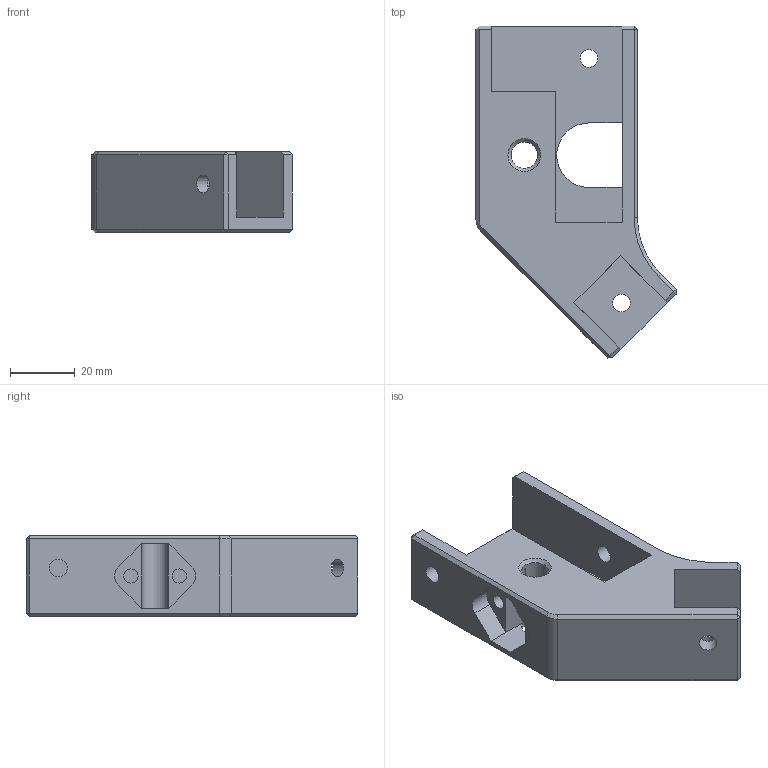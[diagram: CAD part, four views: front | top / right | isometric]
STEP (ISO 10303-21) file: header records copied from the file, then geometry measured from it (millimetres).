
FILE_DESCRIPTION(('FreeCAD Model'),'2;1');
FILE_NAME('Open CASCADE Shape Model','2025-06-05T22:40:28',('FreeCAD'),( 'FreeCAD'),'Open CASCADE STEP processor 7.7','FreeCAD','Unknown');
FILE_SCHEMA(('AUTOMOTIVE_DESIGN { 1 0 10303 214 1 1 1 1 }'));
Length unit declared in the file: millimetre
Products named in the file (1): Open CASCADE STEP translator 7.7 19
Bounding box: 61.97 x 102.83 x 25 mm (x, y, z)
Volume: 61536.7 mm3; surface area: 19740.2 mm2
Topology: 1 solids, 1 shells, 89 faces, 216 edges, 128 vertices
Faces by surface type: plane 69, cylinder 13, cone 7
Full cylindrical faces by diameter (mm): 4.4 x2, 5.5 x5, 8.2 x1
Entity records: 2565 total; most frequent: CARTESIAN_POINT 434, DIRECTION 433, ORIENTED_EDGE 432, EDGE_CURVE 216, LINE 179, VECTOR 179, VERTEX_POINT 128, AXIS2_PLACEMENT_3D 127
